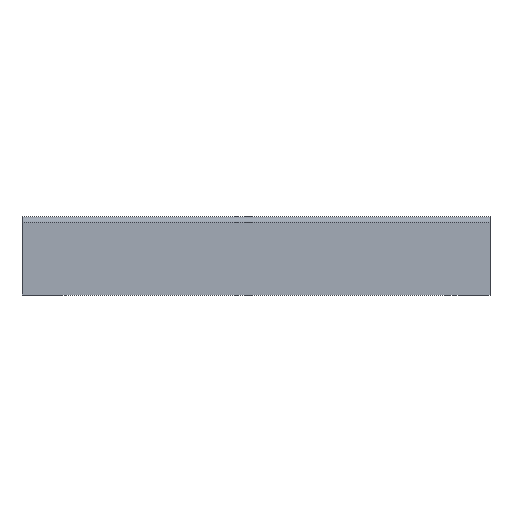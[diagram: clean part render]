
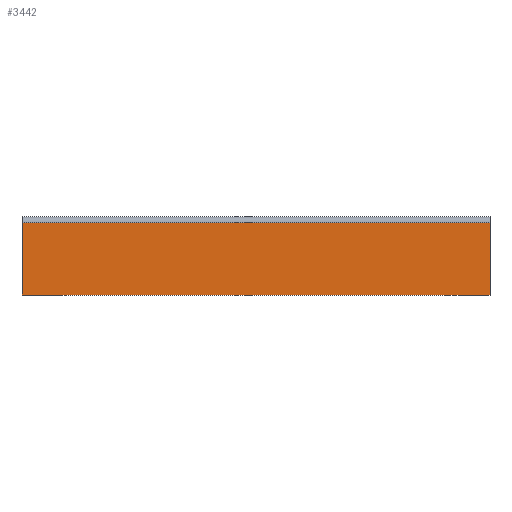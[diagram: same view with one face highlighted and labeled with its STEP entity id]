
A CAD part, front view. The second image highlights one B-rep face of the part: STEP entity #3442.
In plain terms, the highlighted planar face has unit normal (0, -1, 0).
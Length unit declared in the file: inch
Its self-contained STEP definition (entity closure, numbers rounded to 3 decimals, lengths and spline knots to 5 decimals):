
#11 = PLANE ( 'NONE',  #1906 ) ;
#559 = DIRECTION ( 'NONE',  ( 0., 0., 1. ) ) ;
#560 = CARTESIAN_POINT ( 'NONE',  ( -1.2, -2.3, -3.39703 ) ) ;
#645 = DIRECTION ( 'NONE',  ( -1., 0., 0. ) ) ;
#646 = CARTESIAN_POINT ( 'NONE',  ( 1.2, -2.3, 0. ) ) ;
#768 = CARTESIAN_POINT ( 'NONE',  ( 1.2, -2.3, -3.39703 ) ) ;
#773 = DIRECTION ( 'NONE',  ( 0., -1., 0. ) ) ;
#776 = DIRECTION ( 'NONE',  ( 0., 0., -1. ) ) ;
#800 = EDGE_LOOP ( 'NONE', ( #3492, #3479, #3548, #3586 ) ) ;
#818 = LINE ( 'NONE', #920, #819 ) ;
#819 = VECTOR ( 'NONE', #919, 39.37008 ) ;
#919 = DIRECTION ( 'NONE',  ( 0., 0., 1. ) ) ;
#920 = CARTESIAN_POINT ( 'NONE',  ( 1.2, -2.3, -3.39703 ) ) ;
#926 = DIRECTION ( 'NONE',  ( -1., 0., 0. ) ) ;
#927 = CARTESIAN_POINT ( 'NONE',  ( 1.2, -2.3, 0.37 ) ) ;
#1037 = CARTESIAN_POINT ( 'NONE',  ( -1.2, -2.3, 0.37 ) ) ;
#1201 = VERTEX_POINT ( 'NONE', #1037 ) ;
#1324 = CARTESIAN_POINT ( 'NONE',  ( 1.2, -2.3, 0.37 ) ) ;
#1356 = VERTEX_POINT ( 'NONE', #1557 ) ;
#1443 = CARTESIAN_POINT ( 'NONE',  ( -1.2, -2.3, 0. ) ) ;
#1476 = VERTEX_POINT ( 'NONE', #1443 ) ;
#1557 = CARTESIAN_POINT ( 'NONE',  ( 1.2, -2.3, 0. ) ) ;
#1775 = VERTEX_POINT ( 'NONE', #1324 ) ;
#1906 = AXIS2_PLACEMENT_3D ( 'NONE', #768, #773, #776 ) ;
#2065 = FACE_OUTER_BOUND ( 'NONE', #800, .T. ) ;
#2277 = LINE ( 'NONE', #646, #2278 ) ;
#2278 = VECTOR ( 'NONE', #645, 39.37008 ) ;
#2323 = LINE ( 'NONE', #560, #2324 ) ;
#2324 = VECTOR ( 'NONE', #559, 39.37008 ) ;
#2632 = LINE ( 'NONE', #927, #2633 ) ;
#2633 = VECTOR ( 'NONE', #926, 39.37008 ) ;
#3442 = ADVANCED_FACE ( 'NONE', ( #2065 ), #11, .T. ) ;
#3479 = ORIENTED_EDGE ( 'NONE', *, *, #3728, .F. ) ;
#3492 = ORIENTED_EDGE ( 'NONE', *, *, #3754, .F. ) ;
#3548 = ORIENTED_EDGE ( 'NONE', *, *, #3941, .T. ) ;
#3586 = ORIENTED_EDGE ( 'NONE', *, *, #3937, .T. ) ;
#3728 = EDGE_CURVE ( 'NONE', #1356, #1476, #2277, .T. ) ;
#3754 = EDGE_CURVE ( 'NONE', #1476, #1201, #2323, .T. ) ;
#3937 = EDGE_CURVE ( 'NONE', #1775, #1201, #2632, .T. ) ;
#3941 = EDGE_CURVE ( 'NONE', #1356, #1775, #818, .T. ) ;
